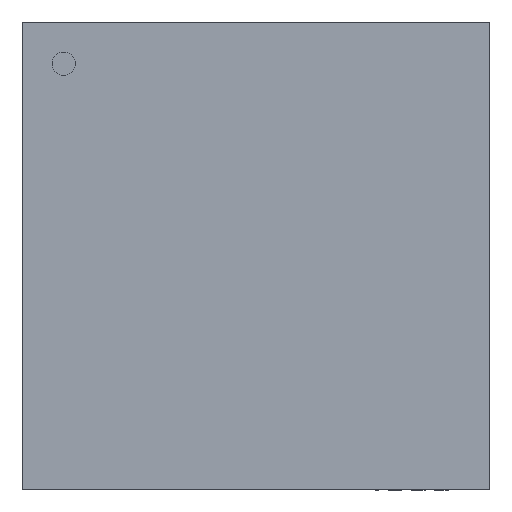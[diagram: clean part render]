
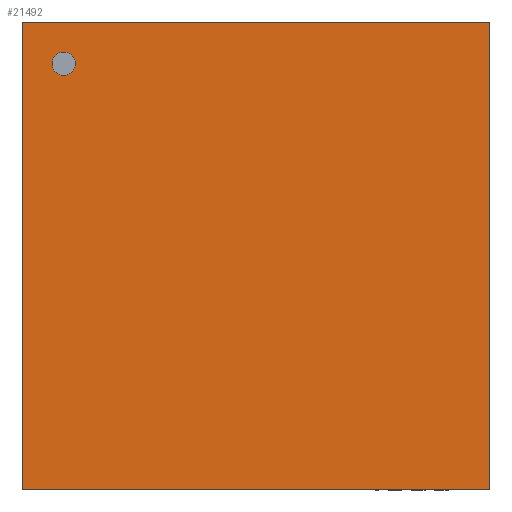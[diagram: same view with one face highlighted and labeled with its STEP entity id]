
A CAD part, top view. The second image highlights one B-rep face of the part: STEP entity #21492.
In plain terms, the highlighted planar face has unit normal (0, 0, 1).
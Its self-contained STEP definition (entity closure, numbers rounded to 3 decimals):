
#11444=CARTESIAN_POINT('',(-3.9,4.15,1.0));
#11445=VERTEX_POINT('',#11444);
#11454=CARTESIAN_POINT('',(-4.4,4.15,1.0));
#11455=VERTEX_POINT('',#11454);
#11456=CARTESIAN_POINT('',(-4.15,4.15,1.0));
#11457=DIRECTION('',(0.0,0.0,-1.0));
#11458=DIRECTION('',(1.0,0.0,0.0));
#11459=AXIS2_PLACEMENT_3D('',#11456,#11457,#11458);
#11460=CIRCLE('',#11459,0.25);
#11461=EDGE_CURVE('',#11455,#11445,#11460,.T.);
#11495=CARTESIAN_POINT('',(-4.15,4.15,1.0));
#11496=DIRECTION('',(0.0,0.0,-1.0));
#11497=DIRECTION('',(1.0,0.0,0.0));
#11498=AXIS2_PLACEMENT_3D('',#11495,#11496,#11497);
#11499=CIRCLE('',#11498,0.25);
#11500=EDGE_CURVE('',#11445,#11455,#11499,.T.);
#21120=CARTESIAN_POINT('',(-5.05,-5.05,1.0));
#21121=VERTEX_POINT('',#21120);
#21128=CARTESIAN_POINT('',(-5.05,5.05,1.0));
#21129=VERTEX_POINT('',#21128);
#21130=CARTESIAN_POINT('',(-5.05,-5.05,1.0));
#21131=DIRECTION('',(0.0,1.0,0.0));
#21132=VECTOR('',#21131,10.1);
#21133=LINE('',#21130,#21132);
#21134=EDGE_CURVE('',#21121,#21129,#21133,.T.);
#21280=CARTESIAN_POINT('',(5.05,5.05,1.0));
#21281=VERTEX_POINT('',#21280);
#21282=CARTESIAN_POINT('',(-5.05,5.05,1.0));
#21283=DIRECTION('',(1.0,0.0,0.0));
#21284=VECTOR('',#21283,10.1);
#21285=LINE('',#21282,#21284);
#21286=EDGE_CURVE('',#21129,#21281,#21285,.T.);
#21368=CARTESIAN_POINT('',(5.05,-5.05,1.0));
#21369=VERTEX_POINT('',#21368);
#21370=CARTESIAN_POINT('',(5.05,5.05,1.0));
#21371=DIRECTION('',(0.0,-1.0,0.0));
#21372=VECTOR('',#21371,10.1);
#21373=LINE('',#21370,#21372);
#21374=EDGE_CURVE('',#21281,#21369,#21373,.T.);
#21400=CARTESIAN_POINT('',(5.05,-5.05,1.0));
#21401=DIRECTION('',(-1.0,0.0,0.0));
#21402=VECTOR('',#21401,10.1);
#21403=LINE('',#21400,#21402);
#21404=EDGE_CURVE('',#21369,#21121,#21403,.T.);
#21477=CARTESIAN_POINT('',(0.0,0.,1.0));
#21478=DIRECTION('',(0.0,0.0,1.0));
#21479=DIRECTION('',(1.0,0.0,0.0));
#21480=AXIS2_PLACEMENT_3D('',#21477,#21478,#21479);
#21481=PLANE('',#21480);
#21482=ORIENTED_EDGE('',*,*,#21134,.F.);
#21483=ORIENTED_EDGE('',*,*,#21404,.F.);
#21484=ORIENTED_EDGE('',*,*,#21374,.F.);
#21485=ORIENTED_EDGE('',*,*,#21286,.F.);
#21486=EDGE_LOOP('',(#21482,#21483,#21484,#21485));
#21487=FACE_OUTER_BOUND('',#21486,.T.);
#21488=ORIENTED_EDGE('',*,*,#11500,.T.);
#21489=ORIENTED_EDGE('',*,*,#11461,.T.);
#21490=EDGE_LOOP('',(#21488,#21489));
#21491=FACE_BOUND('',#21490,.T.);
#21492=ADVANCED_FACE('',(#21487,#21491),#21481,.T.);
